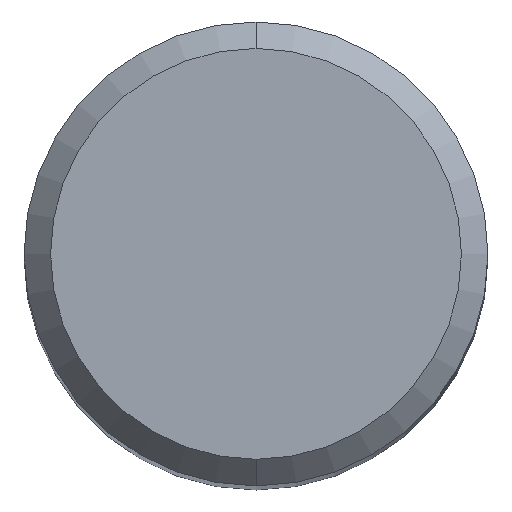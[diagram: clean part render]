
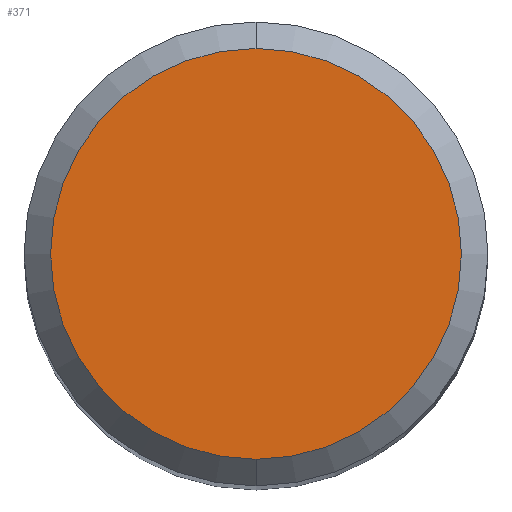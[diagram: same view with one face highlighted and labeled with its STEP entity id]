
A CAD part, top view. The second image highlights one B-rep face of the part: STEP entity #371.
In plain terms, the highlighted planar face has unit normal (0, 0, 1).
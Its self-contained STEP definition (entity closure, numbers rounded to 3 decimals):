
#221=VERTEX_POINT('',#514);
#229=EDGE_CURVE('',#221,#303,#524,.T.);
#303=VERTEX_POINT('',#601);
#327=EDGE_CURVE('',#303,#221,#628,.T.);
#371=ADVANCED_FACE('',(#677),#678,.T.);
#514=CARTESIAN_POINT('',(0.0,3.1,36.0));
#524=CIRCLE('',#913,3.1);
#601=CARTESIAN_POINT('',(0.,-3.1,36.0));
#628=CIRCLE('',#1133,3.1);
#677=FACE_OUTER_BOUND('',#1232,.T.);
#678=PLANE('',#1233);
#913=AXIS2_PLACEMENT_3D('',#1468,#1469,#1470);
#1133=AXIS2_PLACEMENT_3D('',#1567,#1568,#1569);
#1232=EDGE_LOOP('',(#1617,#1618));
#1233=AXIS2_PLACEMENT_3D('',#1619,#1620,#1621);
#1468=CARTESIAN_POINT('',(0.0,0.0,36.0));
#1469=DIRECTION('',(0.0,0.0,-1.0));
#1470=DIRECTION('',(0.0,1.0,0.0));
#1567=CARTESIAN_POINT('',(0.0,0.0,36.0));
#1568=DIRECTION('',(0.0,0.0,-1.0));
#1569=DIRECTION('',(0.0,1.0,0.0));
#1617=ORIENTED_EDGE('',*,*,#229,.F.);
#1618=ORIENTED_EDGE('',*,*,#327,.F.);
#1619=CARTESIAN_POINT('',(0.0,1.55,36.0));
#1620=DIRECTION('',(-0.0,0.0,1.0));
#1621=DIRECTION('',(0.0,-1.0,0.0));
